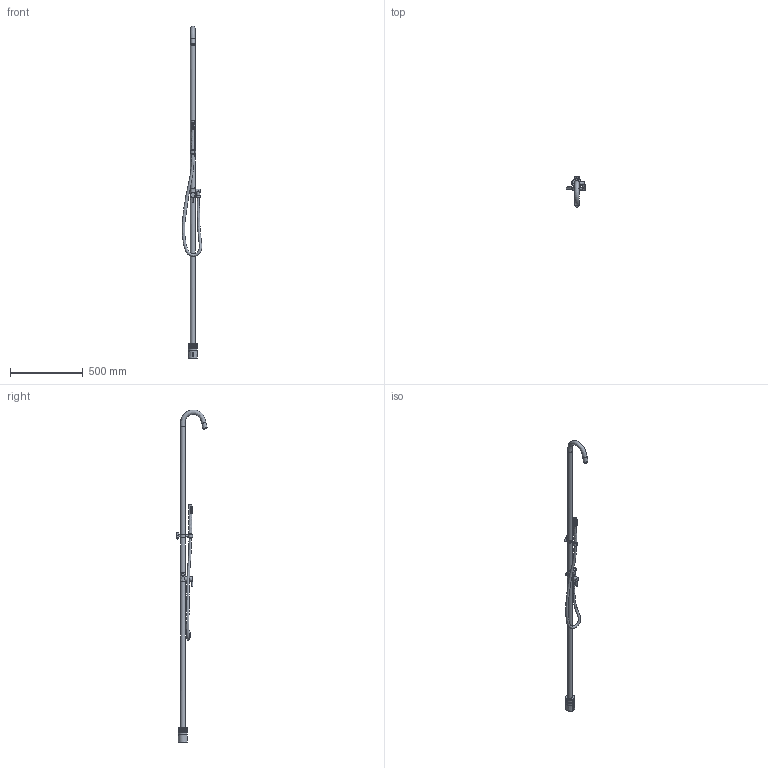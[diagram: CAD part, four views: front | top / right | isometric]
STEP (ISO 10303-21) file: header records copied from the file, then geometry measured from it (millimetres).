
FILE_DESCRIPTION(/* description */ (''),/* implementation_level */ '2;1');
FILE_NAME(/* name */ '7085P_~1',/* time_stamp */ '2024-09-11T10:07:21+02:00',/* author */ (''),/* organization */ (''),/* preprocessor_version */ 'ST-DEVELOPER v16.5',/* originating_system */ '',/* authorisation */ '');
FILE_SCHEMA (('AUTOMOTIVE_DESIGN'));
Length unit declared in the file: millimetre
Products named in the file (1): Document
Bounding box: 133.87 x 208.42 x 2278.89 mm (x, y, z)
Volume: 779078.2 mm3; surface area: 630526.9 mm2
Topology: 31 solids, 32 shells, 335 faces, 590 edges, 396 vertices
Faces by surface type: bspline 335
Entity records: 43242 total; most frequent: CARTESIAN_POINT 35620, B_SPLINE_CURVE_WITH_KNOTS 1271, ORIENTED_EDGE 1120, PCURVE 1120, DEFINITIONAL_REPRESENTATION 1120, SURFACE_CURVE 561, EDGE_CURVE 561, EDGE_LOOP 447
